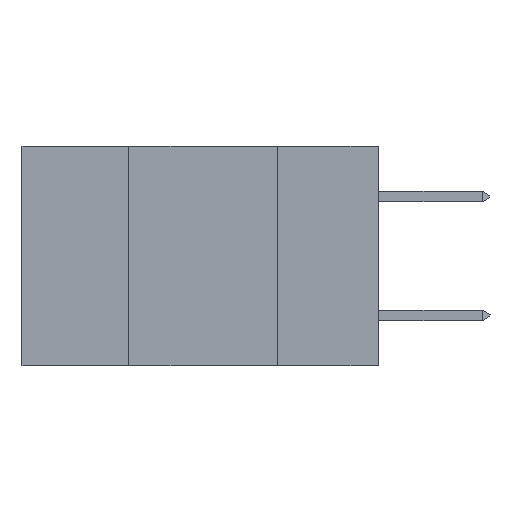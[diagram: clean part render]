
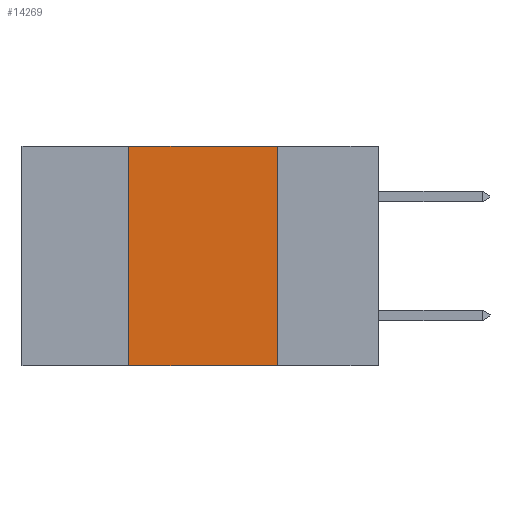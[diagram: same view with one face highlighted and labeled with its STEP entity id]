
A CAD part, left-side view. The second image highlights one B-rep face of the part: STEP entity #14269.
In plain terms, the highlighted planar face has unit normal (-1, 0, 0).
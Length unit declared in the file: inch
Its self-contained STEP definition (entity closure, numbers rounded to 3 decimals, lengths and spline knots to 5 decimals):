
#261 = CARTESIAN_POINT ( 'NONE',  ( 0., 0.42, 0. ) ) ;
#786 = ORIENTED_EDGE ( 'NONE', *, *, #6909, .F. ) ;
#961 = LINE ( 'NONE', #7900, #15817 ) ;
#2184 = DIRECTION ( 'NONE',  ( 0., 0., -1. ) ) ;
#2278 = EDGE_CURVE ( 'NONE', #3380, #4159, #17773, .T. ) ;
#3057 = VECTOR ( 'NONE', #9373, 39.37008 ) ;
#3201 = DIRECTION ( 'NONE',  ( 0., 0., 1. ) ) ;
#3235 = EDGE_CURVE ( 'NONE', #4159, #15482, #13032, .T. ) ;
#3380 = VERTEX_POINT ( 'NONE', #10321 ) ;
#3629 = CARTESIAN_POINT ( 'NONE',  ( 0., 0.6, -0.37 ) ) ;
#4159 = VERTEX_POINT ( 'NONE', #10422 ) ;
#4269 = CARTESIAN_POINT ( 'NONE',  ( 0., 0.6, 0. ) ) ;
#4740 = AXIS2_PLACEMENT_3D ( 'NONE', #4269, #12935, #14326 ) ;
#5604 = ORIENTED_EDGE ( 'NONE', *, *, #14532, .T. ) ;
#5608 = VECTOR ( 'NONE', #7078, 39.37008 ) ;
#6200 = LINE ( 'NONE', #3629, #3057 ) ;
#6909 = EDGE_CURVE ( 'NONE', #15482, #17382, #961, .T. ) ;
#7078 = DIRECTION ( 'NONE',  ( 0., -1., 0. ) ) ;
#7427 = CARTESIAN_POINT ( 'NONE',  ( 0., 0.17, 0. ) ) ;
#7564 = ORIENTED_EDGE ( 'NONE', *, *, #2278, .F. ) ;
#7900 = CARTESIAN_POINT ( 'NONE',  ( 0., 0.17, 0. ) ) ;
#8653 = PLANE ( 'NONE',  #4740 ) ;
#9373 = DIRECTION ( 'NONE',  ( 0., -1., 0. ) ) ;
#9992 = CARTESIAN_POINT ( 'NONE',  ( 0., 0.17, -0.37 ) ) ;
#10321 = CARTESIAN_POINT ( 'NONE',  ( 0., 0.42, -0.37 ) ) ;
#10422 = CARTESIAN_POINT ( 'NONE',  ( 0., 0.42, 0. ) ) ;
#11037 = ORIENTED_EDGE ( 'NONE', *, *, #3235, .F. ) ;
#11594 = EDGE_LOOP ( 'NONE', ( #786, #11037, #7564, #5604 ) ) ;
#12792 = CARTESIAN_POINT ( 'NONE',  ( 0., 0.6, 0. ) ) ;
#12935 = DIRECTION ( 'NONE',  ( 1., 0., 0. ) ) ;
#13032 = LINE ( 'NONE', #12792, #5608 ) ;
#13979 = VECTOR ( 'NONE', #3201, 39.37008 ) ;
#14269 = ADVANCED_FACE ( 'NONE', ( #17879 ), #8653, .F. ) ;
#14326 = DIRECTION ( 'NONE',  ( 0., 0., -1. ) ) ;
#14532 = EDGE_CURVE ( 'NONE', #3380, #17382, #6200, .T. ) ;
#15482 = VERTEX_POINT ( 'NONE', #7427 ) ;
#15817 = VECTOR ( 'NONE', #2184, 39.37008 ) ;
#17382 = VERTEX_POINT ( 'NONE', #9992 ) ;
#17773 = LINE ( 'NONE', #261, #13979 ) ;
#17879 = FACE_OUTER_BOUND ( 'NONE', #11594, .T. ) ;
